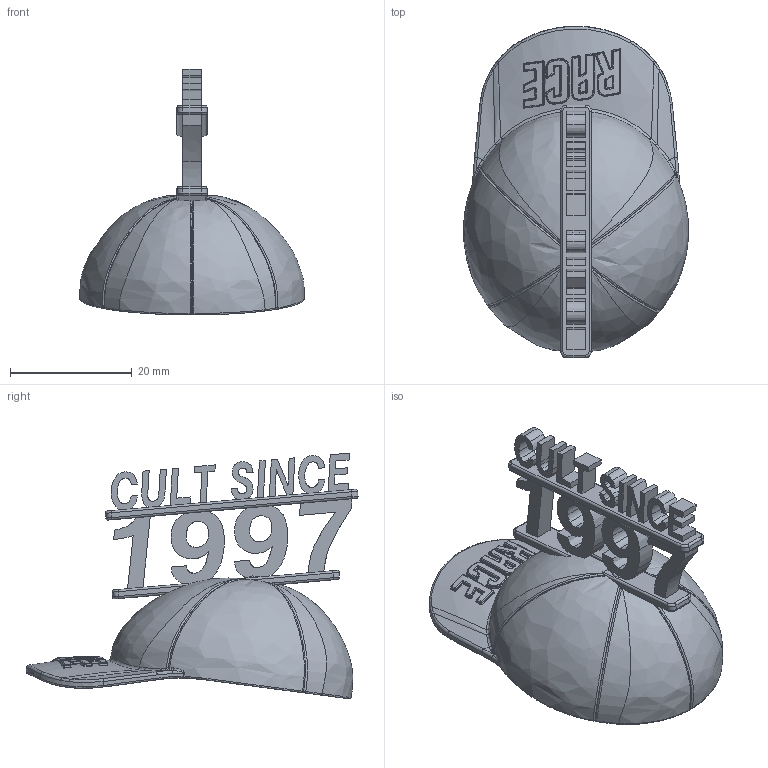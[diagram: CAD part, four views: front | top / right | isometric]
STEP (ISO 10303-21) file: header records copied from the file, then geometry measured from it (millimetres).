
FILE_DESCRIPTION((''),'2;1');
FILE_NAME('KAPPE_8_2','2019-12-09T',('gjordan'),(''),'PRO/ENGINEER BY PARAMETRIC TECHNOLOGY CORPORATION, 2016240','PRO/ENGINEER BY PARAMETRIC TECHNOLOGY CORPORATION, 2016240','');
FILE_SCHEMA(('AUTOMOTIVE_DESIGN { 1 0 10303 214 1 1 1 1 }'));
Products named in the file (1): KAPPE_8_2
Bounding box: 36.92 x 54.51 x 40.36 mm (x, y, z)
Volume: 7320.6 mm3; surface area: 9459.5 mm2
Topology: 1 solids, 2 shells, 780 faces, 1922 edges, 1158 vertices
Faces by surface type: bspline 367, plane 153, extrusion 120, cylinder 85, sphere 27, torus 26, cone 2
Entity records: 52519 total; most frequent: CARTESIAN_POINT 31603, ORIENTED_EDGE 3836, PRESENTATION_STYLE_ASSIGNMENT 1919, STYLED_ITEM 1919, CURVE_STYLE 1918, EDGE_CURVE 1918, DIRECTION 1886, B_SPLINE_CURVE_WITH_KNOTS 1190
